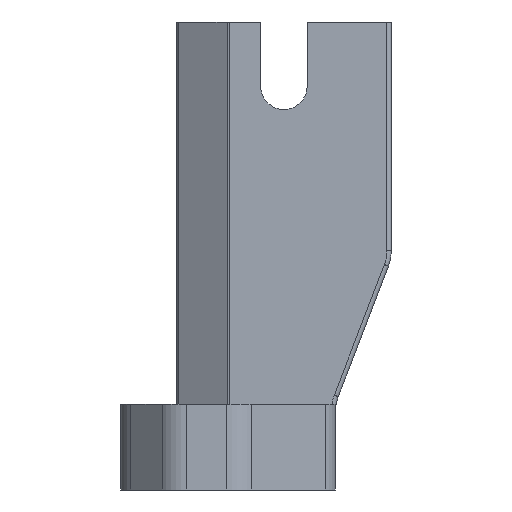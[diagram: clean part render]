
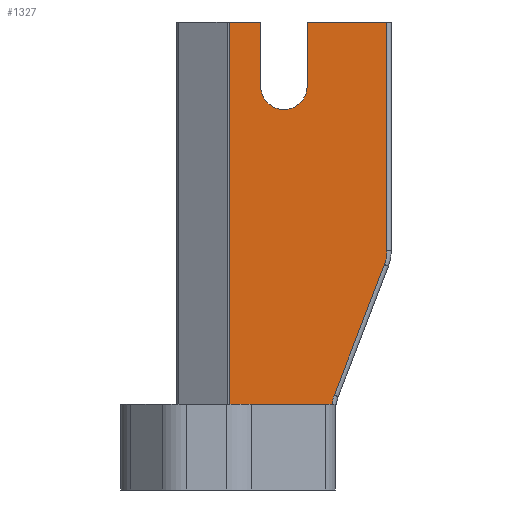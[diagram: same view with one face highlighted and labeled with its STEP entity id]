
A CAD part, left-side view. The second image highlights one B-rep face of the part: STEP entity #1327.
In plain terms, the highlighted planar face has unit normal (-1, 0, 0).
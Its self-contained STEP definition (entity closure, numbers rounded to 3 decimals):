
#7 = CIRCLE ( 'NONE', #1557, 5.5 ) ;
#89 = ORIENTED_EDGE ( 'NONE', *, *, #1906, .F. ) ;
#90 = CARTESIAN_POINT ( 'NONE',  ( -1.5, -3.25, 47. ) ) ;
#99 = VECTOR ( 'NONE', #1082, 1000. ) ;
#153 = LINE ( 'NONE', #1661, #99 ) ;
#163 = VERTEX_POINT ( 'NONE', #286 ) ;
#185 = CARTESIAN_POINT ( 'NONE',  ( -1.5, -9.115, 11.044 ) ) ;
#193 = CARTESIAN_POINT ( 'NONE',  ( -1.5, -4.25, -1.631 ) ) ;
#254 = CARTESIAN_POINT ( 'NONE',  ( -1.5, -14.25, 9.073 ) ) ;
#258 = DIRECTION ( 'NONE',  ( 0., 0., 1. ) ) ;
#268 = ORIENTED_EDGE ( 'NONE', *, *, #1848, .T. ) ;
#286 = CARTESIAN_POINT ( 'NONE',  ( -1.5, 3.115, 10. ) ) ;
#332 = PLANE ( 'NONE',  #2076 ) ;
#388 = DIRECTION ( 'NONE',  ( 0., -0.358, 0.934 ) ) ;
#406 = DIRECTION ( 'NONE',  ( 0., 0., 1. ) ) ;
#414 = CARTESIAN_POINT ( 'NONE',  ( -1.5, -5.95, 47. ) ) ;
#428 = VERTEX_POINT ( 'NONE', #855 ) ;
#434 = VERTEX_POINT ( 'NONE', #1605 ) ;
#466 = ORIENTED_EDGE ( 'NONE', *, *, #1969, .T. ) ;
#501 = DIRECTION ( 'NONE',  ( -1., 0., 0. ) ) ;
#530 = ORIENTED_EDGE ( 'NONE', *, *, #1916, .T. ) ;
#537 = CIRCLE ( 'NONE', #1178, 4.5 ) ;
#583 = CARTESIAN_POINT ( 'NONE',  ( -1.5, -15.25, 54.5 ) ) ;
#593 = VECTOR ( 'NONE', #2188, 1000. ) ;
#600 = CARTESIAN_POINT ( 'NONE',  ( -1.5, -14.951, 26.247 ) ) ;
#635 = VECTOR ( 'NONE', #782, 1000. ) ;
#674 = CARTESIAN_POINT ( 'NONE',  ( -1.5, 0., 0. ) ) ;
#676 = DIRECTION ( 'NONE',  ( -1., 0., 0. ) ) ;
#700 = LINE ( 'NONE', #1438, #2163 ) ;
#739 = CIRCLE ( 'NONE', #1208, 2.7 ) ;
#745 = FACE_OUTER_BOUND ( 'NONE', #1813, .T. ) ;
#782 = DIRECTION ( 'NONE',  ( 0., 1., 0. ) ) ;
#798 = VERTEX_POINT ( 'NONE', #600 ) ;
#814 = VERTEX_POINT ( 'NONE', #1668 ) ;
#821 = ORIENTED_EDGE ( 'NONE', *, *, #1974, .T. ) ;
#855 = CARTESIAN_POINT ( 'NONE',  ( -1.5, -0.55, 54.5 ) ) ;
#923 = VECTOR ( 'NONE', #1294, 1000. ) ;
#1018 = LINE ( 'NONE', #1037, #593 ) ;
#1037 = CARTESIAN_POINT ( 'NONE',  ( -1.5, 9.25, 54.5 ) ) ;
#1059 = CARTESIAN_POINT ( 'NONE',  ( -1.5, 9.25, 54.5 ) ) ;
#1082 = DIRECTION ( 'NONE',  ( 0., 0., 1. ) ) ;
#1135 = LINE ( 'NONE', #193, #2111 ) ;
#1173 = ORIENTED_EDGE ( 'NONE', *, *, #2266, .F. ) ;
#1178 = AXIS2_PLACEMENT_3D ( 'NONE', #1735, #676, #1933 ) ;
#1183 = VECTOR ( 'NONE', #2214, 1000. ) ;
#1208 = AXIS2_PLACEMENT_3D ( 'NONE', #90, #1240, #258 ) ;
#1215 = VECTOR ( 'NONE', #1443, 1000. ) ;
#1223 = ORIENTED_EDGE ( 'NONE', *, *, #1512, .T. ) ;
#1235 = DIRECTION ( 'NONE',  ( 0., 0., -1. ) ) ;
#1240 = DIRECTION ( 'NONE',  ( 1., 0., 0. ) ) ;
#1294 = DIRECTION ( 'NONE',  ( 0., 0., 1. ) ) ;
#1327 = ADVANCED_FACE ( 'NONE', ( #745 ), #332, .T. ) ;
#1400 = VERTEX_POINT ( 'NONE', #185 ) ;
#1405 = EDGE_CURVE ( 'NONE', #1400, #798, #1135, .T. ) ;
#1437 = DIRECTION ( 'NONE',  ( 1., 0., 0. ) ) ;
#1438 = CARTESIAN_POINT ( 'NONE',  ( -1.5, 3.115, 10. ) ) ;
#1443 = DIRECTION ( 'NONE',  ( 0., 0., -1. ) ) ;
#1446 = CARTESIAN_POINT ( 'NONE',  ( -1.5, -5.95, 47. ) ) ;
#1447 = VERTEX_POINT ( 'NONE', #1632 ) ;
#1496 = CARTESIAN_POINT ( 'NONE',  ( -1.5, -15.25, 0. ) ) ;
#1512 = EDGE_CURVE ( 'NONE', #1525, #1400, #7, .T. ) ;
#1516 = VERTEX_POINT ( 'NONE', #583 ) ;
#1525 = VERTEX_POINT ( 'NONE', #1838 ) ;
#1537 = EDGE_CURVE ( 'NONE', #1447, #1930, #2258, .T. ) ;
#1557 = AXIS2_PLACEMENT_3D ( 'NONE', #254, #1437, #406 ) ;
#1585 = CARTESIAN_POINT ( 'NONE',  ( -1.5, -0.55, 47. ) ) ;
#1605 = CARTESIAN_POINT ( 'NONE',  ( -1.5, 3.115, 54.5 ) ) ;
#1632 = CARTESIAN_POINT ( 'NONE',  ( -1.5, -5.95, 54.5 ) ) ;
#1661 = CARTESIAN_POINT ( 'NONE',  ( -1.5, -0.55, 54.5 ) ) ;
#1668 = CARTESIAN_POINT ( 'NONE',  ( -1.5, -15.25, 27.86 ) ) ;
#1718 = ORIENTED_EDGE ( 'NONE', *, *, #1537, .T. ) ;
#1735 = CARTESIAN_POINT ( 'NONE',  ( -1.5, -10.75, 27.86 ) ) ;
#1740 = DIRECTION ( 'NONE',  ( 0., 0., 1. ) ) ;
#1743 = EDGE_CURVE ( 'NONE', #1447, #1516, #1018, .T. ) ;
#1785 = ORIENTED_EDGE ( 'NONE', *, *, #1912, .T. ) ;
#1813 = EDGE_LOOP ( 'NONE', ( #1173, #1223, #2272, #821, #268, #2183, #1718, #1785, #466, #89, #530 ) ) ;
#1838 = CARTESIAN_POINT ( 'NONE',  ( -1.5, -8.829, 10. ) ) ;
#1848 = EDGE_CURVE ( 'NONE', #814, #1516, #1946, .T. ) ;
#1882 = CARTESIAN_POINT ( 'NONE',  ( -1.5, 9.25, 10. ) ) ;
#1906 = EDGE_CURVE ( 'NONE', #434, #428, #2217, .T. ) ;
#1912 = EDGE_CURVE ( 'NONE', #1930, #2236, #739, .T. ) ;
#1916 = EDGE_CURVE ( 'NONE', #434, #163, #700, .T. ) ;
#1930 = VERTEX_POINT ( 'NONE', #1446 ) ;
#1933 = DIRECTION ( 'NONE',  ( 0., 0., 1. ) ) ;
#1946 = LINE ( 'NONE', #1496, #923 ) ;
#1969 = EDGE_CURVE ( 'NONE', #2236, #428, #153, .T. ) ;
#1974 = EDGE_CURVE ( 'NONE', #798, #814, #537, .T. ) ;
#2022 = LINE ( 'NONE', #1882, #635 ) ;
#2076 = AXIS2_PLACEMENT_3D ( 'NONE', #674, #501, #1740 ) ;
#2111 = VECTOR ( 'NONE', #388, 1000. ) ;
#2163 = VECTOR ( 'NONE', #1235, 1000. ) ;
#2183 = ORIENTED_EDGE ( 'NONE', *, *, #1743, .F. ) ;
#2188 = DIRECTION ( 'NONE',  ( 0., -1., 0. ) ) ;
#2214 = DIRECTION ( 'NONE',  ( 0., -1., 0. ) ) ;
#2217 = LINE ( 'NONE', #1059, #1183 ) ;
#2236 = VERTEX_POINT ( 'NONE', #1585 ) ;
#2258 = LINE ( 'NONE', #414, #1215 ) ;
#2266 = EDGE_CURVE ( 'NONE', #1525, #163, #2022, .T. ) ;
#2272 = ORIENTED_EDGE ( 'NONE', *, *, #1405, .T. ) ;
